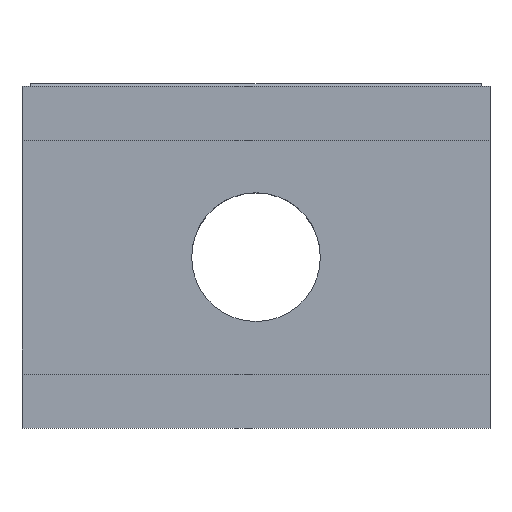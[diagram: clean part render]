
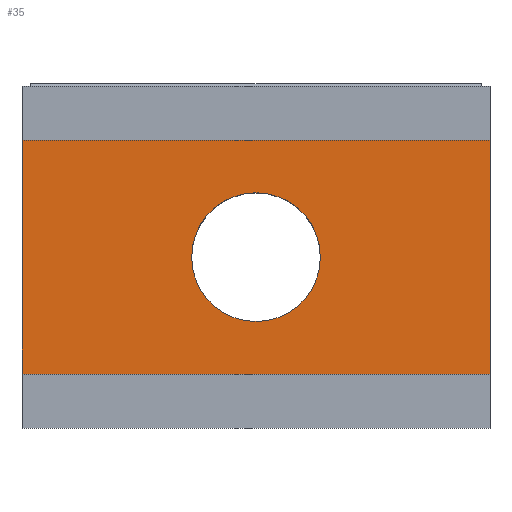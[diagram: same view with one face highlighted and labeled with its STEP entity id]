
A CAD part, top view. The second image highlights one B-rep face of the part: STEP entity #35.
In plain terms, the highlighted planar face has unit normal (0, 0, 1).
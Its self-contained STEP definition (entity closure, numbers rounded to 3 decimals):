
#13 = ORIENTED_EDGE ( 'NONE', *, *, #153, .T. ) ;
#35 = ADVANCED_FACE ( 'NONE', ( #797, #175 ), #78, .T. ) ;
#50 = VECTOR ( 'NONE', #1824, 1000. ) ;
#75 = AXIS2_PLACEMENT_3D ( 'NONE', #100, #1835, #1255 ) ;
#78 = PLANE ( 'NONE',  #1801 ) ;
#93 = DIRECTION ( 'NONE',  ( 1., 0., 0. ) ) ;
#94 = DIRECTION ( 'NONE',  ( 0., 0., 1. ) ) ;
#100 = CARTESIAN_POINT ( 'NONE',  ( 0., 0., 1. ) ) ;
#104 = ORIENTED_EDGE ( 'NONE', *, *, #1022, .T. ) ;
#116 = VECTOR ( 'NONE', #93, 1000. ) ;
#151 = ORIENTED_EDGE ( 'NONE', *, *, #1035, .T. ) ;
#153 = EDGE_CURVE ( 'NONE', #917, #366, #1697, .T. ) ;
#162 = ORIENTED_EDGE ( 'NONE', *, *, #218, .F. ) ;
#175 = FACE_BOUND ( 'NONE', #1455, .T. ) ;
#193 = CARTESIAN_POINT ( 'NONE',  ( 8., 4., 1. ) ) ;
#218 = EDGE_CURVE ( 'NONE', #1800, #1444, #688, .T. ) ;
#225 = ORIENTED_EDGE ( 'NONE', *, *, #675, .T. ) ;
#277 = VERTEX_POINT ( 'NONE', #1478 ) ;
#278 = LINE ( 'NONE', #1707, #1663 ) ;
#366 = VERTEX_POINT ( 'NONE', #960 ) ;
#377 = CARTESIAN_POINT ( 'NONE',  ( 0., 0., 1. ) ) ;
#411 = CIRCLE ( 'NONE', #75, 2.2 ) ;
#620 = DIRECTION ( 'NONE',  ( 1., 0., 0. ) ) ;
#675 = EDGE_CURVE ( 'NONE', #277, #1444, #278, .T. ) ;
#688 = LINE ( 'NONE', #1604, #1315 ) ;
#797 = FACE_OUTER_BOUND ( 'NONE', #1858, .T. ) ;
#809 = DIRECTION ( 'NONE',  ( 1., 0., 0. ) ) ;
#815 = CARTESIAN_POINT ( 'NONE',  ( -8., 4., 1. ) ) ;
#917 = VERTEX_POINT ( 'NONE', #1500 ) ;
#960 = CARTESIAN_POINT ( 'NONE',  ( 2.2, 0., 1. ) ) ;
#977 = EDGE_CURVE ( 'NONE', #1800, #1261, #1211, .T. ) ;
#1001 = DIRECTION ( 'NONE',  ( 0., 0., -1. ) ) ;
#1022 = EDGE_CURVE ( 'NONE', #366, #917, #411, .T. ) ;
#1035 = EDGE_CURVE ( 'NONE', #1261, #277, #1551, .T. ) ;
#1126 = CARTESIAN_POINT ( 'NONE',  ( -8., -4., 1. ) ) ;
#1211 = LINE ( 'NONE', #815, #50 ) ;
#1255 = DIRECTION ( 'NONE',  ( 1., 0., 0. ) ) ;
#1261 = VERTEX_POINT ( 'NONE', #1452 ) ;
#1297 = DIRECTION ( 'NONE',  ( 1., 0., 0. ) ) ;
#1315 = VECTOR ( 'NONE', #620, 1000. ) ;
#1444 = VERTEX_POINT ( 'NONE', #193 ) ;
#1452 = CARTESIAN_POINT ( 'NONE',  ( -8., -4., 1. ) ) ;
#1455 = EDGE_LOOP ( 'NONE', ( #104, #13 ) ) ;
#1478 = CARTESIAN_POINT ( 'NONE',  ( 8., -4., 1. ) ) ;
#1500 = CARTESIAN_POINT ( 'NONE',  ( -2.2, 0., 1. ) ) ;
#1551 = LINE ( 'NONE', #1126, #116 ) ;
#1604 = CARTESIAN_POINT ( 'NONE',  ( -8., 4., 1. ) ) ;
#1648 = ORIENTED_EDGE ( 'NONE', *, *, #977, .T. ) ;
#1663 = VECTOR ( 'NONE', #1840, 1000. ) ;
#1697 = CIRCLE ( 'NONE', #1710, 2.2 ) ;
#1707 = CARTESIAN_POINT ( 'NONE',  ( 8., -4., 1. ) ) ;
#1710 = AXIS2_PLACEMENT_3D ( 'NONE', #377, #1001, #1297 ) ;
#1789 = CARTESIAN_POINT ( 'NONE',  ( -8., 4., 1. ) ) ;
#1800 = VERTEX_POINT ( 'NONE', #1789 ) ;
#1801 = AXIS2_PLACEMENT_3D ( 'NONE', #1813, #94, #809 ) ;
#1813 = CARTESIAN_POINT ( 'NONE',  ( -8., -4., 1. ) ) ;
#1824 = DIRECTION ( 'NONE',  ( 0., -1., 0. ) ) ;
#1835 = DIRECTION ( 'NONE',  ( 0., 0., -1. ) ) ;
#1840 = DIRECTION ( 'NONE',  ( 0., 1., 0. ) ) ;
#1858 = EDGE_LOOP ( 'NONE', ( #225, #162, #1648, #151 ) ) ;
